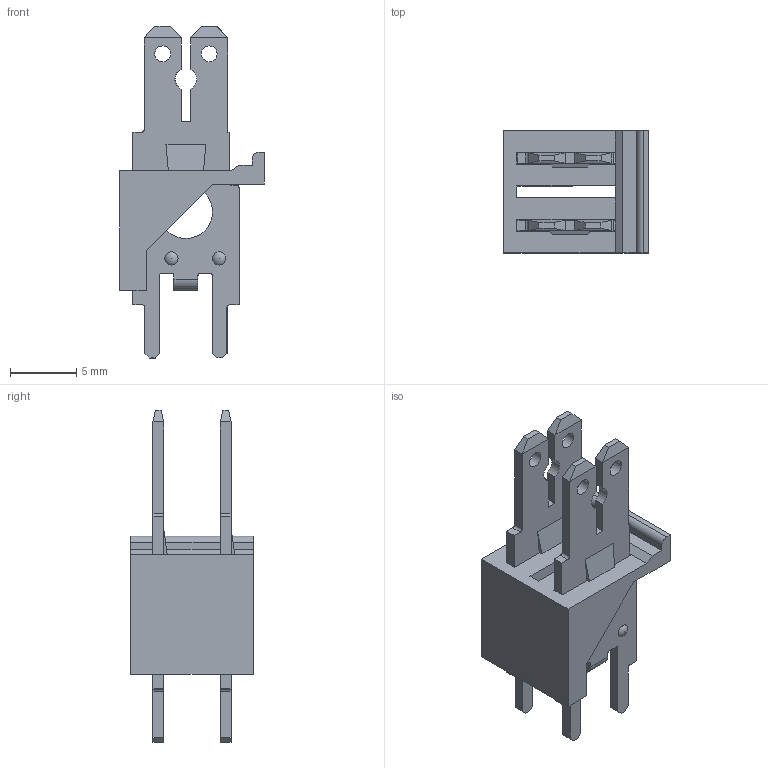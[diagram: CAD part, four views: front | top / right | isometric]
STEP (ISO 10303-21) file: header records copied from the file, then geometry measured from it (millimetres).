
FILE_DESCRIPTION(/* description */ ('Unknown'),/* implementation_level */ '2;1');
FILE_NAME(/* name */ '638207222002',/* time_stamp */ '2020-10-05T12:33:01+02:00',/* author */ ('Unknown'),/* organization */ ('Unknown'),/* preprocessor_version */ 'ST-DEVELOPER v16.7',/* originating_system */ 'DEX',/* authorisation */ $);
FILE_SCHEMA (('AUTOMOTIVE_DESIGN {1 0 10303 214 3 1 1}'));
Length unit declared in the file: millimetre
Products named in the file (3): 6382072220xx; 63800002003; 63800513722
Assembly tree (3 placements, depth 2):
  6382072220xx
    63800002003
    63800513722  x2
Bounding box: 10.9 x 9.2 x 25 mm (x, y, z)
Volume: 513.6 mm3; surface area: 1296.4 mm2
Topology: 3 solids, 3 shells, 182 faces, 514 edges, 332 vertices
Faces by surface type: plane 133, cylinder 37, cone 8, torus 4
Full cylindrical faces by diameter (mm): 1.2 x4, 4 x2
Entity records: 3587 total; most frequent: CARTESIAN_POINT 621, ORIENTED_EDGE 610, DIRECTION 575, EDGE_CURVE 305, LINE 263, VECTOR 263, VERTEX_POINT 202, AXIS2_PLACEMENT_3D 156
